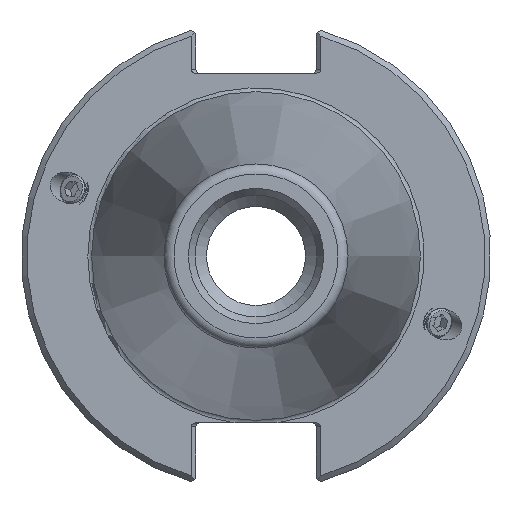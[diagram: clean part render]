
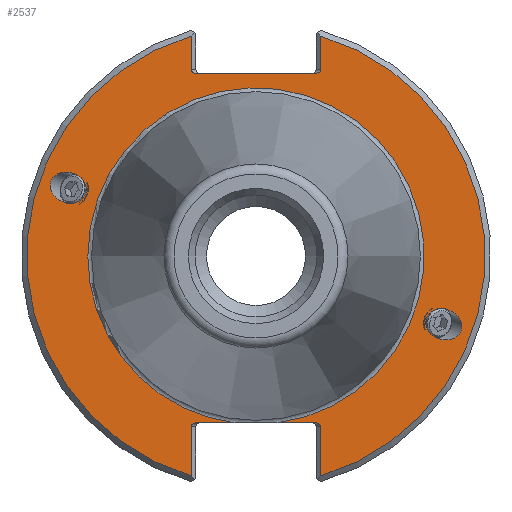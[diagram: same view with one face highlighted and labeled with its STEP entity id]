
A CAD part, left-side view. The second image highlights one B-rep face of the part: STEP entity #2537.
In plain terms, the highlighted planar face has unit normal (-1, 0, 0).
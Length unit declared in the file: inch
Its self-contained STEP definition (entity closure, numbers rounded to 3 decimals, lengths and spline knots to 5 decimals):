
#103=LINE('',#3994,#239);
#109=LINE('',#4022,#245);
#110=LINE('',#4026,#246);
#111=LINE('',#4030,#247);
#112=LINE('',#4035,#248);
#113=LINE('',#4039,#249);
#114=LINE('',#4042,#250);
#239=VECTOR('',#3148,0.63343);
#245=VECTOR('',#3162,0.205);
#246=VECTOR('',#3165,0.2622);
#247=VECTOR('',#3168,0.1782);
#248=VECTOR('',#3173,0.1782);
#249=VECTOR('',#3176,0.2622);
#250=VECTOR('',#3179,0.205);
#517=PLANE('',#2754);
#612=CIRCLE('',#2752,0.895);
#614=CIRCLE('',#2756,1.22);
#615=CIRCLE('',#2759,1.22);
#723=FACE_BOUND('',#1033,.T.);
#724=FACE_BOUND('',#1034,.T.);
#774=ELLIPSE('',#2696,0.09853,0.08071);
#775=ELLIPSE('',#2704,0.09853,0.08071);
#780=ELLIPSE('',#2755,0.02828,0.02);
#781=ELLIPSE('',#2757,0.02828,0.02);
#782=ELLIPSE('',#2758,0.02828,0.02);
#783=ELLIPSE('',#2760,0.02828,0.02);
#829=FACE_OUTER_BOUND('',#1032,.T.);
#1032=EDGE_LOOP('',(#1906,#1907,#1908,#1909,#1910,#1911,#1912,#1913,#1914,
#1915,#1916,#1917,#1918,#1919));
#1033=EDGE_LOOP('',(#1920));
#1034=EDGE_LOOP('',(#1921));
#1237=VERTEX_POINT('',#3880);
#1240=VERTEX_POINT('',#3891);
#1274=VERTEX_POINT('',#3990);
#1276=VERTEX_POINT('',#3993);
#1280=VERTEX_POINT('',#4004);
#1281=VERTEX_POINT('',#4005);
#1283=VERTEX_POINT('',#4021);
#1284=VERTEX_POINT('',#4023);
#1285=VERTEX_POINT('',#4025);
#1286=VERTEX_POINT('',#4027);
#1287=VERTEX_POINT('',#4029);
#1288=VERTEX_POINT('',#4032);
#1289=VERTEX_POINT('',#4034);
#1290=VERTEX_POINT('',#4036);
#1291=VERTEX_POINT('',#4038);
#1292=VERTEX_POINT('',#4040);
#1484=EDGE_CURVE('',#1237,#1237,#774,.T.);
#1487=EDGE_CURVE('',#1240,#1240,#775,.T.);
#1523=EDGE_CURVE('',#1274,#1276,#103,.T.);
#1530=EDGE_CURVE('',#1280,#1281,#612,.T.);
#1532=EDGE_CURVE('',#1283,#1280,#109,.T.);
#1533=EDGE_CURVE('',#1284,#1283,#780,.T.);
#1534=EDGE_CURVE('',#1285,#1284,#110,.T.);
#1535=EDGE_CURVE('',#1286,#1285,#614,.T.);
#1536=EDGE_CURVE('',#1287,#1286,#111,.T.);
#1537=EDGE_CURVE('',#1276,#1287,#781,.T.);
#1538=EDGE_CURVE('',#1288,#1274,#782,.T.);
#1539=EDGE_CURVE('',#1289,#1288,#112,.T.);
#1540=EDGE_CURVE('',#1290,#1289,#615,.T.);
#1541=EDGE_CURVE('',#1291,#1290,#113,.T.);
#1542=EDGE_CURVE('',#1292,#1291,#783,.T.);
#1543=EDGE_CURVE('',#1281,#1292,#114,.T.);
#1906=ORIENTED_EDGE('',*,*,#1530,.F.);
#1907=ORIENTED_EDGE('',*,*,#1532,.F.);
#1908=ORIENTED_EDGE('',*,*,#1533,.F.);
#1909=ORIENTED_EDGE('',*,*,#1534,.F.);
#1910=ORIENTED_EDGE('',*,*,#1535,.F.);
#1911=ORIENTED_EDGE('',*,*,#1536,.F.);
#1912=ORIENTED_EDGE('',*,*,#1537,.F.);
#1913=ORIENTED_EDGE('',*,*,#1523,.F.);
#1914=ORIENTED_EDGE('',*,*,#1538,.F.);
#1915=ORIENTED_EDGE('',*,*,#1539,.F.);
#1916=ORIENTED_EDGE('',*,*,#1540,.F.);
#1917=ORIENTED_EDGE('',*,*,#1541,.F.);
#1918=ORIENTED_EDGE('',*,*,#1542,.F.);
#1919=ORIENTED_EDGE('',*,*,#1543,.F.);
#1920=ORIENTED_EDGE('',*,*,#1484,.T.);
#1921=ORIENTED_EDGE('',*,*,#1487,.T.);
#2537=ADVANCED_FACE('',(#829,#723,#724),#517,.T.);
#2696=AXIS2_PLACEMENT_3D('',#3881,#3030,#3031);
#2704=AXIS2_PLACEMENT_3D('',#3892,#3046,#3047);
#2752=AXIS2_PLACEMENT_3D('',#4017,#3156,#3157);
#2754=AXIS2_PLACEMENT_3D('',#4020,#3160,#3161);
#2755=AXIS2_PLACEMENT_3D('',#4024,#3163,#3164);
#2756=AXIS2_PLACEMENT_3D('',#4028,#3166,#3167);
#2757=AXIS2_PLACEMENT_3D('',#4031,#3169,#3170);
#2758=AXIS2_PLACEMENT_3D('',#4033,#3171,#3172);
#2759=AXIS2_PLACEMENT_3D('',#4037,#3174,#3175);
#2760=AXIS2_PLACEMENT_3D('',#4041,#3177,#3178);
#3030=DIRECTION('center_axis',(1.,0.,0.));
#3031=DIRECTION('ref_axis',(0.,-0.94,-0.342));
#3046=DIRECTION('center_axis',(1.,0.,0.));
#3047=DIRECTION('ref_axis',(0.,0.94,0.342));
#3148=DIRECTION('',(0.,-1.,0.));
#3156=DIRECTION('center_axis',(-1.,0.,0.));
#3157=DIRECTION('ref_axis',(0.,-1.,0.));
#3160=DIRECTION('center_axis',(-1.,0.,0.));
#3161=DIRECTION('ref_axis',(0.,0.,1.));
#3162=DIRECTION('',(0.,1.,0.));
#3163=DIRECTION('center_axis',(-1.,0.,0.));
#3164=DIRECTION('ref_axis',(0.,-1.,0.));
#3165=DIRECTION('',(0.,0.,1.));
#3166=DIRECTION('center_axis',(1.,0.,0.));
#3167=DIRECTION('ref_axis',(0.,-1.,0.));
#3168=DIRECTION('',(0.,0.,1.));
#3169=DIRECTION('center_axis',(-1.,0.,0.));
#3170=DIRECTION('ref_axis',(0.,-1.,0.));
#3171=DIRECTION('center_axis',(-1.,0.,0.));
#3172=DIRECTION('ref_axis',(0.,1.,0.));
#3173=DIRECTION('',(0.,0.,-1.));
#3174=DIRECTION('center_axis',(1.,0.,0.));
#3175=DIRECTION('ref_axis',(0.,1.,0.));
#3176=DIRECTION('',(0.,0.,-1.));
#3177=DIRECTION('center_axis',(-1.,0.,0.));
#3178=DIRECTION('ref_axis',(0.,1.,0.));
#3179=DIRECTION('',(0.,1.,0.));
#3880=CARTESIAN_POINT('',(0.125,-0.90631,-0.32987));
#3881=CARTESIAN_POINT('Origin',(0.125,-0.99889,-0.36357));
#3891=CARTESIAN_POINT('',(0.125,0.90631,0.32987));
#3892=CARTESIAN_POINT('Origin',(0.125,0.99889,0.36357));
#3990=CARTESIAN_POINT('',(0.125,0.31672,0.972));
#3993=CARTESIAN_POINT('',(0.125,-0.31672,0.972));
#3994=CARTESIAN_POINT('',(0.125,0.53125,0.972));
#4004=CARTESIAN_POINT('',(0.125,-0.11172,-0.888));
#4005=CARTESIAN_POINT('',(0.125,0.11172,-0.888));
#4017=CARTESIAN_POINT('Origin',(0.125,0.,0.));
#4020=CARTESIAN_POINT('Origin',(0.125,1.0625,0.));
#4021=CARTESIAN_POINT('',(0.125,-0.31672,-0.888));
#4022=CARTESIAN_POINT('',(0.125,0.53125,-0.888));
#4023=CARTESIAN_POINT('',(0.125,-0.345,-0.908));
#4024=CARTESIAN_POINT('Origin',(0.125,-0.31672,-0.908));
#4025=CARTESIAN_POINT('',(0.125,-0.345,-1.1702));
#4026=CARTESIAN_POINT('',(0.125,-0.345,-0.444));
#4027=CARTESIAN_POINT('',(0.125,-0.345,1.1702));
#4028=CARTESIAN_POINT('Origin',(0.125,0.,0.));
#4029=CARTESIAN_POINT('',(0.125,-0.345,0.992));
#4030=CARTESIAN_POINT('',(0.125,-0.345,0.486));
#4031=CARTESIAN_POINT('Origin',(0.125,-0.31672,0.992));
#4032=CARTESIAN_POINT('',(0.125,0.345,0.992));
#4033=CARTESIAN_POINT('Origin',(0.125,0.31672,0.992));
#4034=CARTESIAN_POINT('',(0.125,0.345,1.1702));
#4035=CARTESIAN_POINT('',(0.125,0.345,0.486));
#4036=CARTESIAN_POINT('',(0.125,0.345,-1.1702));
#4037=CARTESIAN_POINT('Origin',(0.125,0.,0.));
#4038=CARTESIAN_POINT('',(0.125,0.345,-0.908));
#4039=CARTESIAN_POINT('',(0.125,0.345,-0.444));
#4040=CARTESIAN_POINT('',(0.125,0.31672,-0.888));
#4041=CARTESIAN_POINT('Origin',(0.125,0.31672,-0.908));
#4042=CARTESIAN_POINT('',(0.125,0.53125,-0.888));
